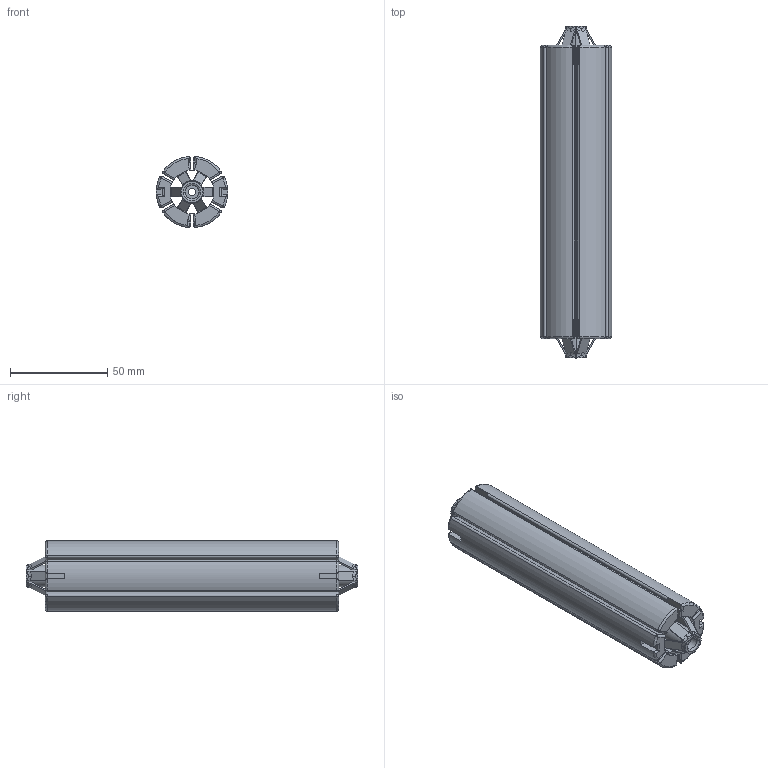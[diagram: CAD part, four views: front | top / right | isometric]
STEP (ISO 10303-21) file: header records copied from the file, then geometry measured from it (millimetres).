
FILE_DESCRIPTION (( 'STEP AP203' ), '1' );
FILE_NAME ('Grip Sensor Main Body.STEP', '2024-04-25T20:51:16', ( '' ), ( '' ), 'SwSTEP 2.0', 'SolidWorks 2022', '' );
FILE_SCHEMA (( 'CONFIG_CONTROL_DESIGN' ));
Length unit declared in the file: millimetre
Products named in the file (1): Grip Sensor Main Body
Bounding box: 36.79 x 171 x 36.62 mm (x, y, z)
Volume: 108270.2 mm3; surface area: 53998.7 mm2
Topology: 1 solids, 1 shells, 886 faces, 2808 edges, 1828 vertices
Faces by surface type: plane 304, bspline 300, cylinder 244, torus 22, sphere 16
Entity records: 38875 total; most frequent: CARTESIAN_POINT 17023, ORIENTED_EDGE 5584, DIRECTION 3628, EDGE_CURVE 2792, VERTEX_POINT 1828, AXIS2_PLACEMENT_3D 1233, LINE 1162, VECTOR 1162
